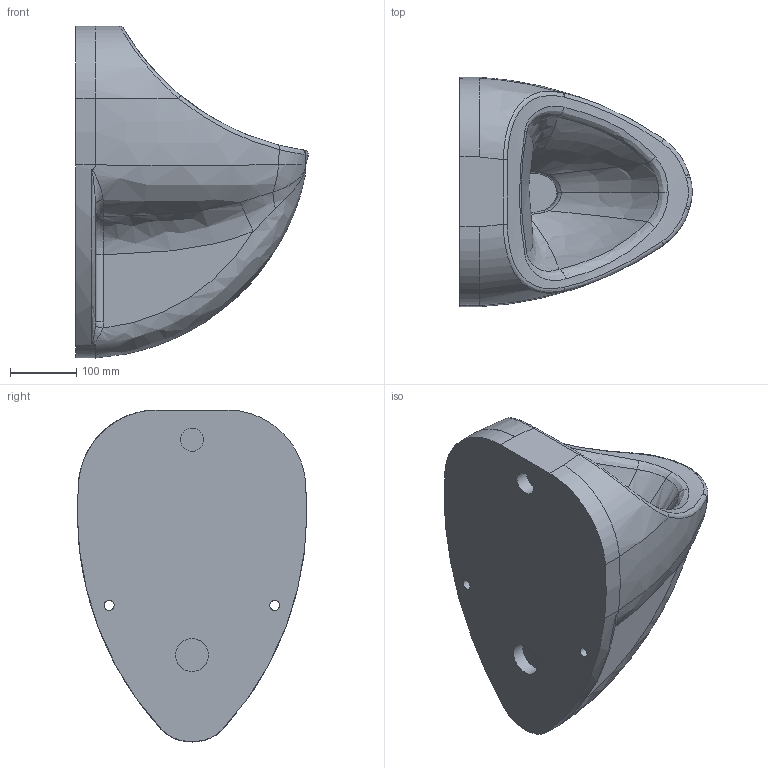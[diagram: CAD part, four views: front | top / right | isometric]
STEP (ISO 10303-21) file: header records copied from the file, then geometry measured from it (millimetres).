
FILE_DESCRIPTION((''),'2;1');
FILE_NAME('085135.stp','2014-11-21T10:52:59',('Administrator'),(''),'Autodesk Inventor 2011','Autodesk Inventor 2011','');
FILE_SCHEMA(('CONFIG_CONTROL_DESIGN'));
Length unit declared in the file: millimetre
Products named in the file (2): 085135
Assembly tree (1 placements, depth 2):
  085135
    085135
Bounding box: 351.32 x 346.53 x 501.26 mm (x, y, z)
Volume: 19763314 mm3; surface area: 616936.4 mm2
Topology: 1 solids, 1 shells, 99 faces, 256 edges, 157 vertices
Faces by surface type: bspline 66, cylinder 18, plane 11, torus 4
Full cylindrical faces by diameter (mm): 15 x2, 35 x1, 50 x1
Entity records: 6540 total; most frequent: CARTESIAN_POINT 4574, ORIENTED_EDGE 494, EDGE_CURVE 247, DIRECTION 229, B_SPLINE_CURVE_WITH_KNOTS 157, VERTEX_POINT 155, EDGE_LOOP 108, AXIS2_PLACEMENT_3D 103
